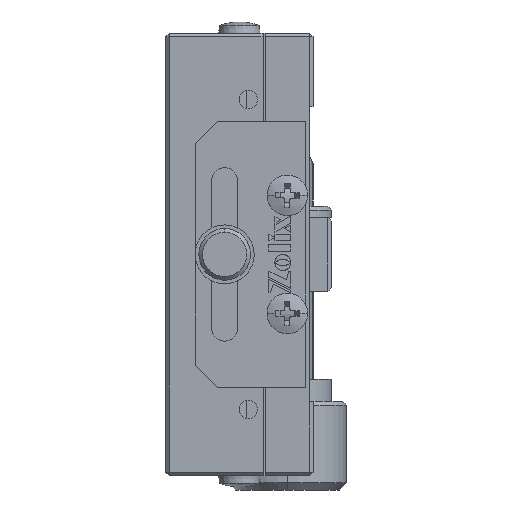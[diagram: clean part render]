
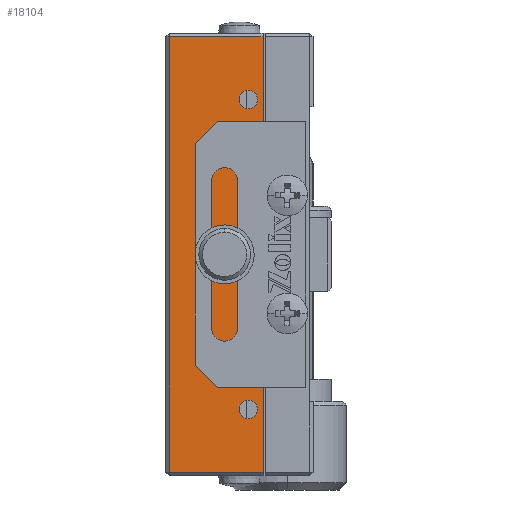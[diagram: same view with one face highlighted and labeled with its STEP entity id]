
A CAD part, left-side view. The second image highlights one B-rep face of the part: STEP entity #18104.
In plain terms, the highlighted planar face has unit normal (-1, 0, 0).
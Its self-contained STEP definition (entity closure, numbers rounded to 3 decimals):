
#154 = CIRCLE ( 'NONE', #6642, 1.25 ) ;
#179 = CARTESIAN_POINT ( 'NONE',  ( -31.678, -4.972, 71.3 ) ) ;
#261 = ORIENTED_EDGE ( 'NONE', *, *, #1461, .F. ) ;
#295 = DIRECTION ( 'NONE',  ( 0., 0., 1. ) ) ;
#303 = EDGE_CURVE ( 'NONE', #16112, #20602, #6625, .T. ) ;
#622 = DIRECTION ( 'NONE',  ( 0., 0., 1. ) ) ;
#686 = FACE_OUTER_BOUND ( 'NONE', #13388, .T. ) ;
#1241 = ORIENTED_EDGE ( 'NONE', *, *, #2845, .F. ) ;
#1461 = EDGE_CURVE ( 'NONE', #17681, #10150, #5009, .T. ) ;
#1466 = CARTESIAN_POINT ( 'NONE',  ( -31.678, -8.172, 93.55 ) ) ;
#1580 = CARTESIAN_POINT ( 'NONE',  ( -31.678, -8.172, 82.3 ) ) ;
#1814 = VERTEX_POINT ( 'NONE', #9315 ) ;
#1933 = ORIENTED_EDGE ( 'NONE', *, *, #7787, .F. ) ;
#2417 = CARTESIAN_POINT ( 'NONE',  ( -31.678, -8.172, 91.05 ) ) ;
#2462 = DIRECTION ( 'NONE',  ( 0., 0., 1. ) ) ;
#2797 = AXIS2_PLACEMENT_3D ( 'NONE', #7730, #22511, #295 ) ;
#2845 = EDGE_CURVE ( 'NONE', #7386, #15969, #20514, .T. ) ;
#2846 = CARTESIAN_POINT ( 'NONE',  ( -31.678, 2.528, 41.3 ) ) ;
#2937 = VERTEX_POINT ( 'NONE', #1466 ) ;
#3153 = DIRECTION ( 'NONE',  ( -1., 0., 0. ) ) ;
#3172 = ORIENTED_EDGE ( 'NONE', *, *, #17334, .F. ) ;
#3428 = EDGE_LOOP ( 'NONE', ( #12755, #18992 ) ) ;
#3547 = CIRCLE ( 'NONE', #6006, 1.25 ) ;
#3676 = DIRECTION ( 'NONE',  ( -1., 0., 0. ) ) ;
#3941 = DIRECTION ( 'NONE',  ( -1., 0., 0. ) ) ;
#4068 = CIRCLE ( 'NONE', #6345, 1.25 ) ;
#4333 = AXIS2_PLACEMENT_3D ( 'NONE', #10656, #5079, #8989 ) ;
#4532 = DIRECTION ( 'NONE',  ( 0., 0., 1. ) ) ;
#4878 = VECTOR ( 'NONE', #20040, 1000. ) ;
#5009 = CIRCLE ( 'NONE', #15615, 1.25 ) ;
#5079 = DIRECTION ( 'NONE',  ( -1., 0., 0. ) ) ;
#5125 = VERTEX_POINT ( 'NONE', #13313 ) ;
#5290 = CARTESIAN_POINT ( 'NONE',  ( -31.678, 2.528, 41.8 ) ) ;
#5523 = LINE ( 'NONE', #12565, #19888 ) ;
#5994 = EDGE_CURVE ( 'NONE', #15969, #7386, #11807, .T. ) ;
#6006 = AXIS2_PLACEMENT_3D ( 'NONE', #14891, #3676, #14976 ) ;
#6077 = EDGE_LOOP ( 'NONE', ( #3172, #6751 ) ) ;
#6188 = DIRECTION ( 'NONE',  ( -1., 0., 0. ) ) ;
#6345 = AXIS2_PLACEMENT_3D ( 'NONE', #21273, #6188, #622 ) ;
#6369 = VERTEX_POINT ( 'NONE', #10277 ) ;
#6560 = DIRECTION ( 'NONE',  ( 0., 0., -1. ) ) ;
#6625 = CIRCLE ( 'NONE', #15687, 1.25 ) ;
#6642 = AXIS2_PLACEMENT_3D ( 'NONE', #8555, #19738, #12271 ) ;
#6751 = ORIENTED_EDGE ( 'NONE', *, *, #303, .F. ) ;
#6870 = EDGE_CURVE ( 'NONE', #15322, #12904, #21187, .T. ) ;
#7386 = VERTEX_POINT ( 'NONE', #8094 ) ;
#7477 = EDGE_CURVE ( 'NONE', #1814, #23342, #12372, .T. ) ;
#7701 = VECTOR ( 'NONE', #4532, 1000. ) ;
#7730 = CARTESIAN_POINT ( 'NONE',  ( -31.678, -8.172, 92.3 ) ) ;
#7787 = EDGE_CURVE ( 'NONE', #10150, #17681, #3547, .T. ) ;
#8011 = CIRCLE ( 'NONE', #11710, 1.25 ) ;
#8094 = CARTESIAN_POINT ( 'NONE',  ( -31.678, -8.172, 59.05 ) ) ;
#8555 = CARTESIAN_POINT ( 'NONE',  ( -31.678, -8.172, 50.3 ) ) ;
#8710 = ORIENTED_EDGE ( 'NONE', *, *, #6870, .T. ) ;
#8989 = DIRECTION ( 'NONE',  ( 0., 0., 1. ) ) ;
#9315 = CARTESIAN_POINT ( 'NONE',  ( -31.678, 2.528, 100.8 ) ) ;
#9330 = ORIENTED_EDGE ( 'NONE', *, *, #5994, .F. ) ;
#9752 = CARTESIAN_POINT ( 'NONE',  ( -31.678, -10.172, 41.3 ) ) ;
#10150 = VERTEX_POINT ( 'NONE', #20128 ) ;
#10277 = CARTESIAN_POINT ( 'NONE',  ( -31.678, -4.972, 72.55 ) ) ;
#10330 = FACE_BOUND ( 'NONE', #20395, .T. ) ;
#10425 = CARTESIAN_POINT ( 'NONE',  ( -31.678, -8.172, 49.05 ) ) ;
#10656 = CARTESIAN_POINT ( 'NONE',  ( -31.678, -8.172, 60.3 ) ) ;
#11034 = AXIS2_PLACEMENT_3D ( 'NONE', #9752, #22987, #2462 ) ;
#11202 = CARTESIAN_POINT ( 'NONE',  ( -31.678, -10.172, 41.8 ) ) ;
#11222 = DIRECTION ( 'NONE',  ( 0., 0., 1. ) ) ;
#11330 = DIRECTION ( 'NONE',  ( -1., 0., 0. ) ) ;
#11404 = DIRECTION ( 'NONE',  ( 0., 0., 1. ) ) ;
#11409 = EDGE_LOOP ( 'NONE', ( #9330, #1241 ) ) ;
#11671 = DIRECTION ( 'NONE',  ( -1., 0., 0. ) ) ;
#11710 = AXIS2_PLACEMENT_3D ( 'NONE', #15767, #11671, #23258 ) ;
#11807 = CIRCLE ( 'NONE', #17257, 1.25 ) ;
#11810 = ORIENTED_EDGE ( 'NONE', *, *, #14210, .F. ) ;
#12271 = DIRECTION ( 'NONE',  ( 0., 0., 1. ) ) ;
#12359 = DIRECTION ( 'NONE',  ( 0., 0., 1. ) ) ;
#12372 = LINE ( 'NONE', #2846, #21159 ) ;
#12565 = CARTESIAN_POINT ( 'NONE',  ( -31.678, -10.172, 41.8 ) ) ;
#12579 = CARTESIAN_POINT ( 'NONE',  ( -31.678, -10.172, 100.8 ) ) ;
#12686 = CARTESIAN_POINT ( 'NONE',  ( -31.678, -8.172, 60.3 ) ) ;
#12755 = ORIENTED_EDGE ( 'NONE', *, *, #19824, .F. ) ;
#12901 = CARTESIAN_POINT ( 'NONE',  ( -31.678, -10.172, 100.8 ) ) ;
#12904 = VERTEX_POINT ( 'NONE', #12901 ) ;
#13220 = DIRECTION ( 'NONE',  ( 0., 0., 1. ) ) ;
#13313 = CARTESIAN_POINT ( 'NONE',  ( -31.678, -4.972, 70.05 ) ) ;
#13321 = CIRCLE ( 'NONE', #13592, 1.25 ) ;
#13388 = EDGE_LOOP ( 'NONE', ( #8710, #21842, #18544, #17854 ) ) ;
#13592 = AXIS2_PLACEMENT_3D ( 'NONE', #179, #3941, #11222 ) ;
#14031 = CARTESIAN_POINT ( 'NONE',  ( -31.678, -8.172, 61.55 ) ) ;
#14210 = EDGE_CURVE ( 'NONE', #2937, #17141, #4068, .T. ) ;
#14393 = EDGE_CURVE ( 'NONE', #23342, #15322, #5523, .T. ) ;
#14891 = CARTESIAN_POINT ( 'NONE',  ( -31.678, -8.172, 82.3 ) ) ;
#14976 = DIRECTION ( 'NONE',  ( 0., 0., 1. ) ) ;
#15048 = FACE_BOUND ( 'NONE', #3428, .T. ) ;
#15322 = VERTEX_POINT ( 'NONE', #11202 ) ;
#15524 = CIRCLE ( 'NONE', #2797, 1.25 ) ;
#15615 = AXIS2_PLACEMENT_3D ( 'NONE', #1580, #16581, #11404 ) ;
#15687 = AXIS2_PLACEMENT_3D ( 'NONE', #20768, #11330, #13220 ) ;
#15697 = EDGE_CURVE ( 'NONE', #12904, #1814, #20447, .T. ) ;
#15756 = CARTESIAN_POINT ( 'NONE',  ( -31.678, -10.172, 41.3 ) ) ;
#15767 = CARTESIAN_POINT ( 'NONE',  ( -31.678, -4.972, 71.3 ) ) ;
#15857 = CARTESIAN_POINT ( 'NONE',  ( -31.678, -8.172, 51.55 ) ) ;
#15969 = VERTEX_POINT ( 'NONE', #14031 ) ;
#16112 = VERTEX_POINT ( 'NONE', #10425 ) ;
#16581 = DIRECTION ( 'NONE',  ( -1., 0., 0. ) ) ;
#17141 = VERTEX_POINT ( 'NONE', #2417 ) ;
#17234 = CARTESIAN_POINT ( 'NONE',  ( -31.678, -8.172, 83.55 ) ) ;
#17257 = AXIS2_PLACEMENT_3D ( 'NONE', #12686, #3153, #12359 ) ;
#17334 = EDGE_CURVE ( 'NONE', #20602, #16112, #154, .T. ) ;
#17681 = VERTEX_POINT ( 'NONE', #17234 ) ;
#17854 = ORIENTED_EDGE ( 'NONE', *, *, #14393, .T. ) ;
#18104 = ADVANCED_FACE ( 'NONE', ( #686, #15048, #21496, #20321, #20033, #10330 ), #21080, .T. ) ;
#18544 = ORIENTED_EDGE ( 'NONE', *, *, #7477, .T. ) ;
#18986 = ORIENTED_EDGE ( 'NONE', *, *, #23447, .F. ) ;
#18992 = ORIENTED_EDGE ( 'NONE', *, *, #20430, .F. ) ;
#19738 = DIRECTION ( 'NONE',  ( -1., 0., 0. ) ) ;
#19824 = EDGE_CURVE ( 'NONE', #6369, #5125, #13321, .T. ) ;
#19888 = VECTOR ( 'NONE', #21836, 1000. ) ;
#20033 = FACE_BOUND ( 'NONE', #20994, .T. ) ;
#20040 = DIRECTION ( 'NONE',  ( 0., 1., 0. ) ) ;
#20128 = CARTESIAN_POINT ( 'NONE',  ( -31.678, -8.172, 81.05 ) ) ;
#20321 = FACE_BOUND ( 'NONE', #6077, .T. ) ;
#20395 = EDGE_LOOP ( 'NONE', ( #261, #1933 ) ) ;
#20430 = EDGE_CURVE ( 'NONE', #5125, #6369, #8011, .T. ) ;
#20447 = LINE ( 'NONE', #12579, #4878 ) ;
#20514 = CIRCLE ( 'NONE', #4333, 1.25 ) ;
#20602 = VERTEX_POINT ( 'NONE', #15857 ) ;
#20768 = CARTESIAN_POINT ( 'NONE',  ( -31.678, -8.172, 50.3 ) ) ;
#20994 = EDGE_LOOP ( 'NONE', ( #11810, #18986 ) ) ;
#21080 = PLANE ( 'NONE',  #11034 ) ;
#21159 = VECTOR ( 'NONE', #6560, 1000. ) ;
#21187 = LINE ( 'NONE', #15756, #7701 ) ;
#21273 = CARTESIAN_POINT ( 'NONE',  ( -31.678, -8.172, 92.3 ) ) ;
#21496 = FACE_BOUND ( 'NONE', #11409, .T. ) ;
#21836 = DIRECTION ( 'NONE',  ( 0., -1., 0. ) ) ;
#21842 = ORIENTED_EDGE ( 'NONE', *, *, #15697, .T. ) ;
#22511 = DIRECTION ( 'NONE',  ( -1., 0., 0. ) ) ;
#22987 = DIRECTION ( 'NONE',  ( -1., 0., 0. ) ) ;
#23258 = DIRECTION ( 'NONE',  ( 0., 0., 1. ) ) ;
#23342 = VERTEX_POINT ( 'NONE', #5290 ) ;
#23447 = EDGE_CURVE ( 'NONE', #17141, #2937, #15524, .T. ) ;
